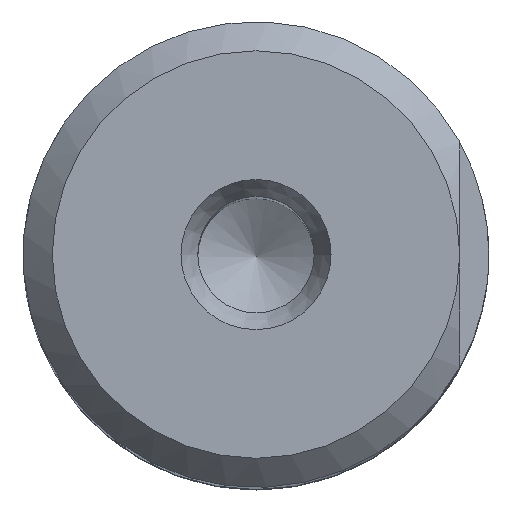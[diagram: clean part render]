
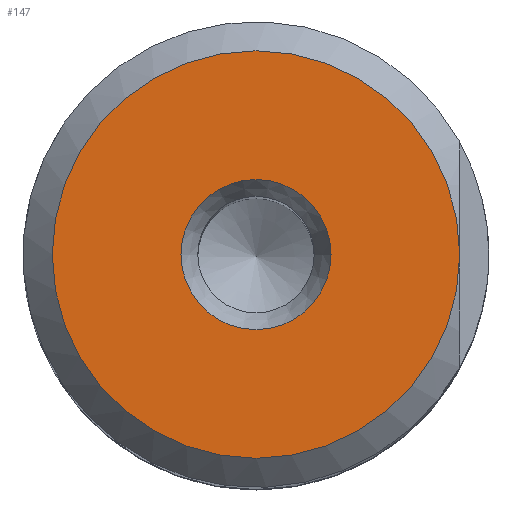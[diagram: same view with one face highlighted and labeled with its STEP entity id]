
A CAD part, top view. The second image highlights one B-rep face of the part: STEP entity #147.
In plain terms, the highlighted planar face has unit normal (0, 0, 1).
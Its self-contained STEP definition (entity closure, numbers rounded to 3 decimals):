
#38=PLANE('',#914);
#147=ADVANCED_FACE('',(#373,#374),#38,.F.);
#373=FACE_BOUND('',#491,.T.);
#374=FACE_BOUND('',#492,.T.);
#491=EDGE_LOOP('',(#621));
#492=EDGE_LOOP('',(#622));
#621=ORIENTED_EDGE('',*,*,#783,.T.);
#622=ORIENTED_EDGE('',*,*,#785,.F.);
#715=VERTEX_POINT('',#1582);
#716=VERTEX_POINT('',#1590);
#783=EDGE_CURVE('',#715,#715,#845,.T.);
#785=EDGE_CURVE('',#716,#716,#846,.T.);
#845=CIRCLE('',#911,14.);
#846=CIRCLE('',#913,5.155);
#911=AXIS2_PLACEMENT_3D('',#1583,#1093,#1094);
#913=AXIS2_PLACEMENT_3D('',#1589,#1097,#1098);
#914=AXIS2_PLACEMENT_3D('',#1591,#1099,#1100);
#1093=DIRECTION('',(0.,0.,1.));
#1094=DIRECTION('',(-1.,0.,0.));
#1097=DIRECTION('',(0.,0.,1.));
#1098=DIRECTION('',(1.,0.,0.));
#1099=DIRECTION('',(0.,0.,-1.));
#1100=DIRECTION('',(-1.,0.,0.));
#1582=CARTESIAN_POINT('',(14.,0.,68.));
#1583=CARTESIAN_POINT('',(0.,0.,68.));
#1589=CARTESIAN_POINT('',(0.,0.,68.));
#1590=CARTESIAN_POINT('',(5.155,0.,68.));
#1591=CARTESIAN_POINT('',(16.,0.,68.));
